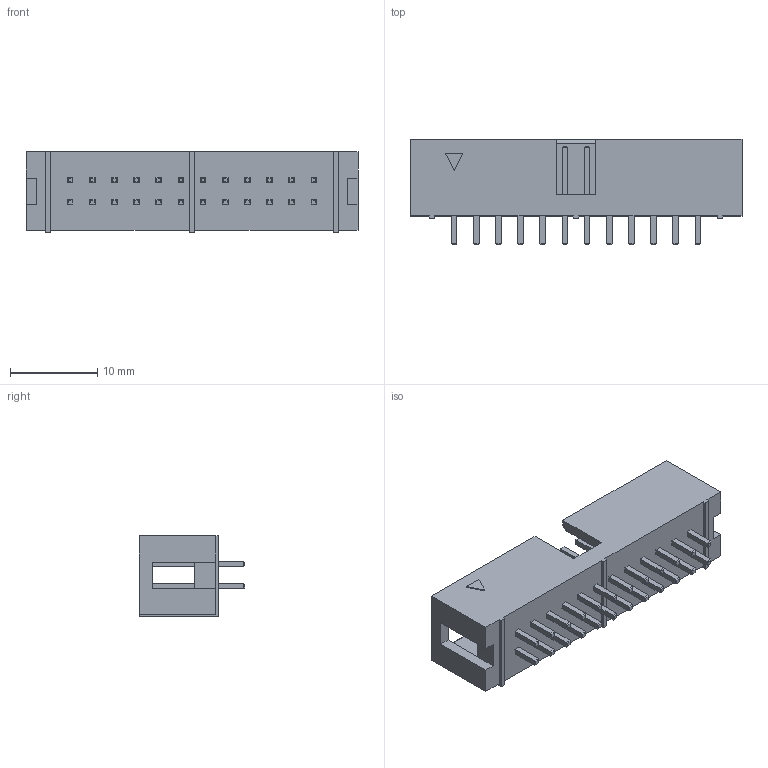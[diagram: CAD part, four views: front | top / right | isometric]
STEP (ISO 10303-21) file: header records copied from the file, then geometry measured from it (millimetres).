
FILE_DESCRIPTION (( 'STEP AP214' ), '1' );
FILE_NAME ('BH-24.step', '2021-01-16T12:42:58', ( '' ), ( '' ), 'SwSTEP 2.0', 'SolidWorks 2020', '' );
FILE_SCHEMA (( 'AUTOMOTIVE_DESIGN' ));
Length unit declared in the file: millimetre
Products named in the file (1): BH-24
Bounding box: 38.08 x 12.1 x 9.4 mm (x, y, z)
Volume: 1531.5 mm3; surface area: 2834.6 mm2
Topology: 25 solids, 25 shells, 481 faces, 1102 edges, 668 vertices
Faces by surface type: plane 481
Entity records: 17046 total; most frequent: CARTESIAN_POINT 2252, ORIENTED_EDGE 2204, DIRECTION 2066, EDGE_CURVE 1102, LINE 1102, VECTOR 1102, VERTEX_POINT 668, EDGE_LOOP 530
